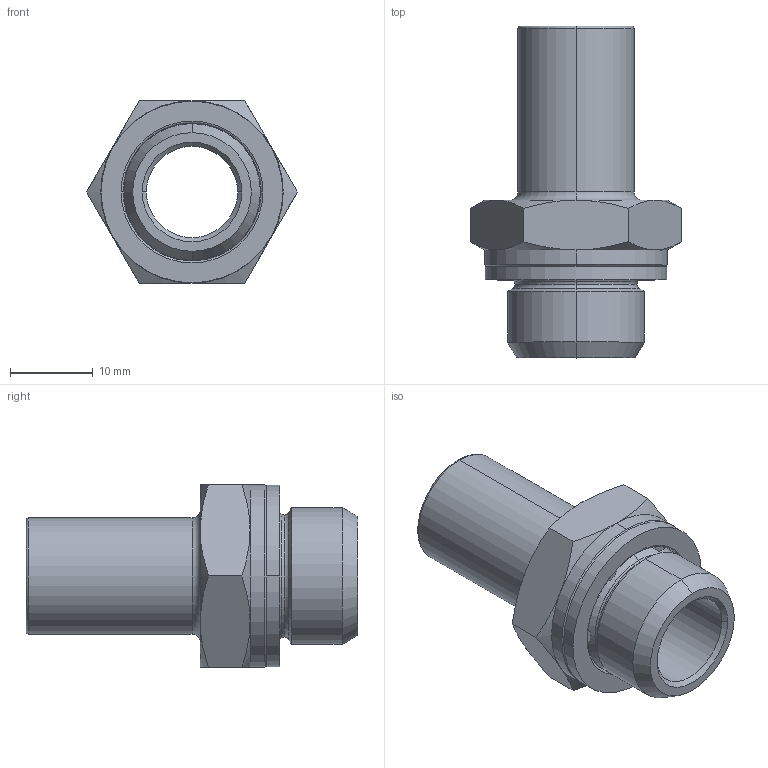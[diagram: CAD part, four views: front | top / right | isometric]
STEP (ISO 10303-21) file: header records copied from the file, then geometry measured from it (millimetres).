
FILE_DESCRIPTION (( 'STEP AP214' ), '1' );
FILE_NAME ('1353000008.step', '2012-10-16T21:08:13', ( '' ), ( '' ), 'SwSTEP 2.0', 'SolidWorks 2012', '' );
FILE_SCHEMA (( 'AUTOMOTIVE_DESIGN' ));
Length unit declared in the file: millimetre
Products named in the file (1): 1353000008
Bounding box: 25.4 x 40 x 22 mm (x, y, z)
Volume: 5177.5 mm3; surface area: 4521.2 mm2
Topology: 2 solids, 2 shells, 77 faces, 179 edges, 108 vertices
Faces by surface type: plane 24, cone 22, cylinder 19, torus 12
Entity records: 3209 total; most frequent: CARTESIAN_POINT 545, DIRECTION 401, ORIENTED_EDGE 358, AXIS2_PLACEMENT_3D 180, EDGE_CURVE 179, VERTEX_POINT 108, CIRCLE 102, EDGE_LOOP 83
